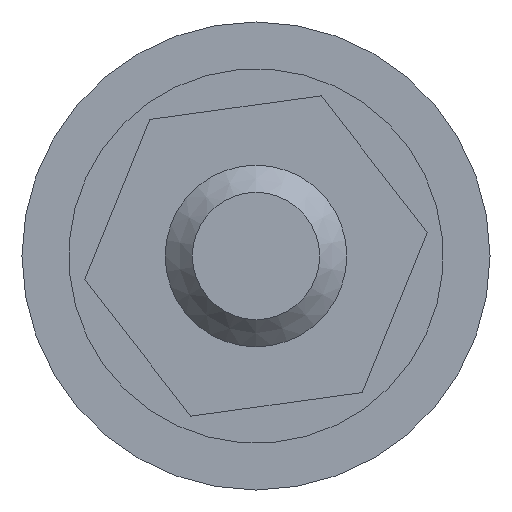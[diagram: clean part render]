
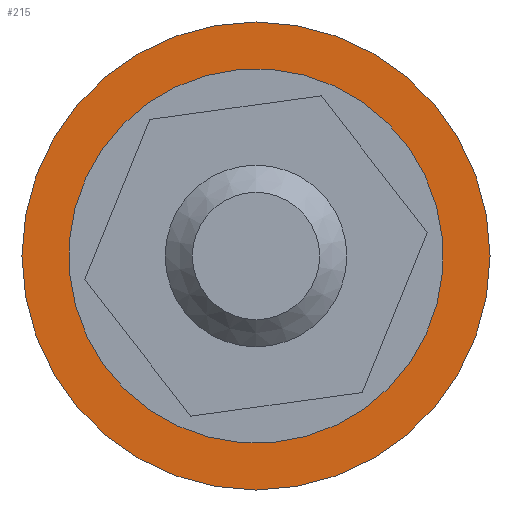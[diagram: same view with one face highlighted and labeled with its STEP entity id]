
A CAD part, front view. The second image highlights one B-rep face of the part: STEP entity #215.
In plain terms, the highlighted planar face has unit normal (0, -1, 0).
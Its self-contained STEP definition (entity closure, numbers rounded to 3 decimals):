
#3 = DIRECTION ( 'NONE',  ( 0., -1., 0. ) ) ;
#21 = AXIS2_PLACEMENT_3D ( 'NONE', #220, #44, #460 ) ;
#44 = DIRECTION ( 'NONE',  ( 0., 1., 0. ) ) ;
#92 = VERTEX_POINT ( 'NONE', #454 ) ;
#117 = DIRECTION ( 'NONE',  ( 0., 0., 1. ) ) ;
#122 = CARTESIAN_POINT ( 'NONE',  ( 0., 18., 0. ) ) ;
#123 = AXIS2_PLACEMENT_3D ( 'NONE', #122, #3, #117 ) ;
#126 = DIRECTION ( 'NONE',  ( 0., 0., 1. ) ) ;
#142 = AXIS2_PLACEMENT_3D ( 'NONE', #432, #622, #126 ) ;
#150 = VERTEX_POINT ( 'NONE', #637 ) ;
#178 = ORIENTED_EDGE ( 'NONE', *, *, #636, .F. ) ;
#205 = CIRCLE ( 'NONE', #142, 7. ) ;
#215 = ADVANCED_FACE ( 'NONE', ( #279, #348 ), #765, .F. ) ;
#220 = CARTESIAN_POINT ( 'NONE',  ( -8.696, 18., 4.938 ) ) ;
#279 = FACE_BOUND ( 'NONE', #769, .T. ) ;
#328 = EDGE_LOOP ( 'NONE', ( #336 ) ) ;
#336 = ORIENTED_EDGE ( 'NONE', *, *, #377, .T. ) ;
#348 = FACE_OUTER_BOUND ( 'NONE', #328, .T. ) ;
#377 = EDGE_CURVE ( 'NONE', #150, #150, #463, .T. ) ;
#432 = CARTESIAN_POINT ( 'NONE',  ( 0., 18., 0. ) ) ;
#454 = CARTESIAN_POINT ( 'NONE',  ( 0., 18., 7. ) ) ;
#460 = DIRECTION ( 'NONE',  ( 0.494, 0., 0.87 ) ) ;
#463 = CIRCLE ( 'NONE', #123, 12.5 ) ;
#622 = DIRECTION ( 'NONE',  ( 0., -1., 0. ) ) ;
#636 = EDGE_CURVE ( 'NONE', #92, #92, #205, .T. ) ;
#637 = CARTESIAN_POINT ( 'NONE',  ( 0., 18., 12.5 ) ) ;
#765 = PLANE ( 'NONE',  #21 ) ;
#769 = EDGE_LOOP ( 'NONE', ( #178 ) ) ;
